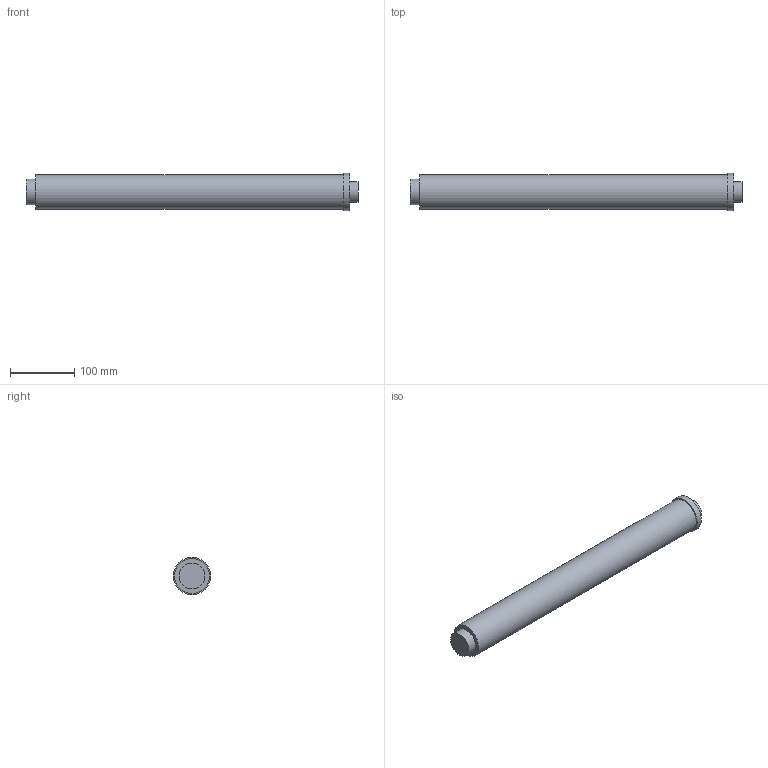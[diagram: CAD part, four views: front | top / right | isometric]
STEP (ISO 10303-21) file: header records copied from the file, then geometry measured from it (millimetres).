
FILE_DESCRIPTION(/* description */ ('','CAx-IF Rec.Pracs.---Representation and Presentation of Product Manufacturing Information (PMI)---4.0---2014-10-13'),/* implementation_level */ '2;1');
FILE_NAME(/* name */ '0fbf3096-fb3d-4564-9a2a-b2f4bfac5c4e.stp',/* time_stamp */ '2024-10-25T17:17:10Z',/* author */ (''),/* organization */ (''),/* preprocessor_version */ 'ST-DEVELOPER v20',/* originating_system */ 'Autodesk Translation Framework v13.20.0.188',/* authorisation */ '');
FILE_SCHEMA (('AP242_MANAGED_MODEL_BASED_3D_ENGINEERING_MIM_LF { 1 0 10303 442 1 1 4 }'));
Length unit declared in the file: millimetre
Products named in the file (1): Pro54-5G_motor
Bounding box: 516.3 x 57.8 x 57.8 mm (x, y, z)
Volume: 391404.4 mm3; surface area: 196971.5 mm2
Topology: 2 solids, 2 shells, 19 faces, 31 edges, 20 vertices
Faces by surface type: plane 12, cylinder 5, cone 2
Full cylindrical faces by diameter (mm): 31.8 x1, 40 x1, 50.4 x1, 54 x1, 57.8 x1
Entity records: 480 total; most frequent: DIRECTION 83, CARTESIAN_POINT 71, ORIENTED_EDGE 62, AXIS2_PLACEMENT_3D 32, EDGE_CURVE 31, EDGE_LOOP 23, VERTEX_POINT 20, LINE 19
